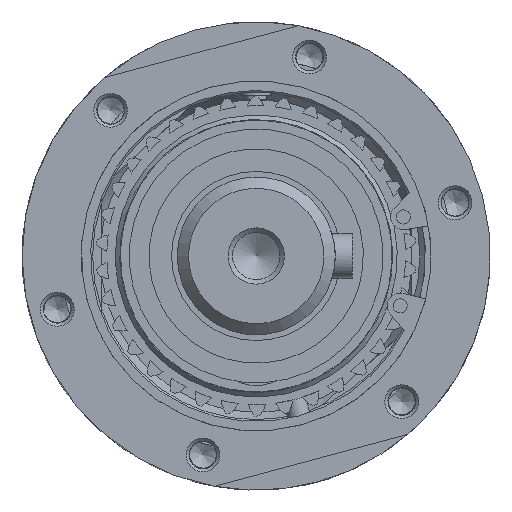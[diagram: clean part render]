
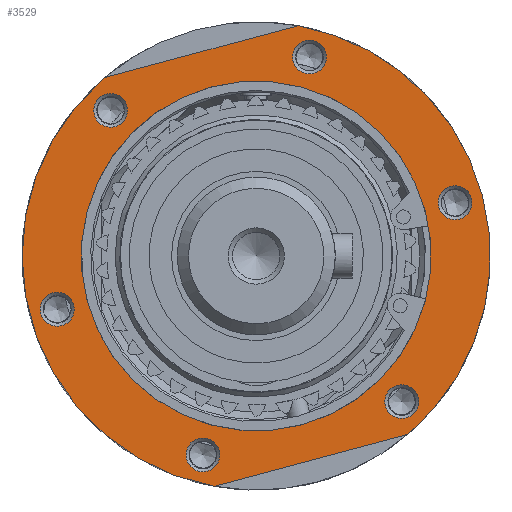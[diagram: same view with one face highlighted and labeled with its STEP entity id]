
A CAD part, left-side view. The second image highlights one B-rep face of the part: STEP entity #3529.
In plain terms, the highlighted planar face has unit normal (-1, 0, 0).
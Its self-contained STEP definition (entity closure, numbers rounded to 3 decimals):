
#2792=CARTESIAN_POINT('',(-255.2,-29.946,7.872));
#2793=VERTEX_POINT('',#2792);
#2794=CARTESIAN_POINT('',(-255.2,-0.003,-0.151));
#2795=DIRECTION('',(1.0,0.,0.));
#2796=DIRECTION('',(0.,-0.966,0.259));
#2797=AXIS2_PLACEMENT_3D('',#2794,#2795,#2796);
#2798=CIRCLE('',#2797,31.);
#2799=EDGE_CURVE('',#2793,#2793,#2798,.T.);
#2997=CARTESIAN_POINT('',(-255.2,-12.347,34.329));
#2998=VERTEX_POINT('',#2997);
#2999=CARTESIAN_POINT('',(-255.2,-9.449,35.105));
#3000=DIRECTION('',(-1.,0.,0.));
#3001=DIRECTION('',(0.,0.966,0.259));
#3002=AXIS2_PLACEMENT_3D('',#2999,#3000,#3001);
#3003=CIRCLE('',#3002,3.);
#3004=EDGE_CURVE('',#2998,#2998,#3003,.T.);
#3091=CARTESIAN_POINT('',(-255.2,-36.035,6.398));
#3092=VERTEX_POINT('',#3091);
#3093=CARTESIAN_POINT('',(-255.2,-35.259,9.296));
#3094=DIRECTION('',(-1.0,0.,0.));
#3095=DIRECTION('',(0.,0.259,0.966));
#3096=AXIS2_PLACEMENT_3D('',#3093,#3094,#3095);
#3097=CIRCLE('',#3096,3.);
#3098=EDGE_CURVE('',#3092,#3092,#3097,.T.);
#3185=CARTESIAN_POINT('',(-255.2,23.686,27.78));
#3186=VERTEX_POINT('',#3185);
#3187=CARTESIAN_POINT('',(-255.2,25.807,25.658));
#3188=DIRECTION('',(-1.0,0.,0.));
#3189=DIRECTION('',(0.,0.707,-0.707));
#3190=AXIS2_PLACEMENT_3D('',#3187,#3188,#3189);
#3191=CIRCLE('',#3190,3.);
#3192=EDGE_CURVE('',#3186,#3186,#3191,.T.);
#3279=CARTESIAN_POINT('',(-255.2,-23.691,-28.082));
#3280=VERTEX_POINT('',#3279);
#3281=CARTESIAN_POINT('',(-255.2,-25.812,-25.96));
#3282=DIRECTION('',(-1.,0.,0.));
#3283=DIRECTION('',(0.,-0.707,0.707));
#3284=AXIS2_PLACEMENT_3D('',#3281,#3282,#3283);
#3285=CIRCLE('',#3284,3.);
#3286=EDGE_CURVE('',#3280,#3280,#3285,.T.);
#3373=CARTESIAN_POINT('',(-255.2,36.03,-6.7));
#3374=VERTEX_POINT('',#3373);
#3375=CARTESIAN_POINT('',(-255.2,35.254,-9.598));
#3376=DIRECTION('',(-1.,0.,0.));
#3377=DIRECTION('',(0.,-0.259,-0.966));
#3378=AXIS2_PLACEMENT_3D('',#3375,#3376,#3377);
#3379=CIRCLE('',#3378,3.);
#3380=EDGE_CURVE('',#3374,#3374,#3379,.T.);
#3459=CARTESIAN_POINT('',(-255.2,-35.017,9.231));
#3460=DIRECTION('',(-1.0,0.0,0.0));
#3461=DIRECTION('',(0.0,-0.259,-0.966));
#3462=AXIS2_PLACEMENT_3D('',#3459,#3460,#3461);
#3463=PLANE('',#3462);
#3464=CARTESIAN_POINT('',(-255.2,-7.468,40.672));
#3465=VERTEX_POINT('',#3464);
#3466=CARTESIAN_POINT('',(-255.2,26.874,31.47));
#3467=VERTEX_POINT('',#3466);
#3468=CARTESIAN_POINT('',(-255.2,-7.468,40.672));
#3469=DIRECTION('',(0.,0.966,-0.259));
#3470=VECTOR('',#3469,35.553);
#3471=LINE('',#3468,#3470);
#3472=EDGE_CURVE('',#3465,#3467,#3471,.T.);
#3473=ORIENTED_EDGE('',*,*,#3472,.T.);
#3474=CARTESIAN_POINT('',(-255.2,7.462,-40.974));
#3475=VERTEX_POINT('',#3474);
#3476=CARTESIAN_POINT('',(-255.2,-0.003,-0.151));
#3477=DIRECTION('',(1.0,0.,0.));
#3478=DIRECTION('',(0.,-0.966,0.259));
#3479=AXIS2_PLACEMENT_3D('',#3476,#3477,#3478);
#3480=CIRCLE('',#3479,41.5);
#3481=EDGE_CURVE('',#3475,#3467,#3480,.T.);
#3482=ORIENTED_EDGE('',*,*,#3481,.F.);
#3483=CARTESIAN_POINT('',(-255.2,-26.879,-31.772));
#3484=VERTEX_POINT('',#3483);
#3485=CARTESIAN_POINT('',(-255.2,7.462,-40.974));
#3486=DIRECTION('',(0.0,-0.966,0.259));
#3487=VECTOR('',#3486,35.553);
#3488=LINE('',#3485,#3487);
#3489=EDGE_CURVE('',#3475,#3484,#3488,.T.);
#3490=ORIENTED_EDGE('',*,*,#3489,.T.);
#3491=CARTESIAN_POINT('',(-255.2,-0.003,-0.151));
#3492=DIRECTION('',(1.0,0.,0.));
#3493=DIRECTION('',(0.,-0.966,0.259));
#3494=AXIS2_PLACEMENT_3D('',#3491,#3492,#3493);
#3495=CIRCLE('',#3494,41.5);
#3496=EDGE_CURVE('',#3465,#3484,#3495,.T.);
#3497=ORIENTED_EDGE('',*,*,#3496,.F.);
#3498=EDGE_LOOP('',(#3473,#3482,#3490,#3497));
#3499=FACE_OUTER_BOUND('',#3498,.T.);
#3500=ORIENTED_EDGE('',*,*,#3380,.F.);
#3501=EDGE_LOOP('',(#3500));
#3502=FACE_BOUND('',#3501,.T.);
#3503=ORIENTED_EDGE('',*,*,#3192,.F.);
#3504=EDGE_LOOP('',(#3503));
#3505=FACE_BOUND('',#3504,.T.);
#3506=ORIENTED_EDGE('',*,*,#3004,.F.);
#3507=EDGE_LOOP('',(#3506));
#3508=FACE_BOUND('',#3507,.T.);
#3509=ORIENTED_EDGE('',*,*,#2799,.T.);
#3510=EDGE_LOOP('',(#3509));
#3511=FACE_BOUND('',#3510,.T.);
#3512=ORIENTED_EDGE('',*,*,#3098,.F.);
#3513=EDGE_LOOP('',(#3512));
#3514=FACE_BOUND('',#3513,.T.);
#3515=ORIENTED_EDGE('',*,*,#3286,.F.);
#3516=EDGE_LOOP('',(#3515));
#3517=FACE_BOUND('',#3516,.T.);
#3518=CARTESIAN_POINT('',(-255.2,12.342,-34.631));
#3519=VERTEX_POINT('',#3518);
#3520=CARTESIAN_POINT('',(-255.2,9.444,-35.407));
#3521=DIRECTION('',(-1.0,0.,0.));
#3522=DIRECTION('',(0.,-0.966,-0.259));
#3523=AXIS2_PLACEMENT_3D('',#3520,#3521,#3522);
#3524=CIRCLE('',#3523,3.);
#3525=EDGE_CURVE('',#3519,#3519,#3524,.T.);
#3526=ORIENTED_EDGE('',*,*,#3525,.F.);
#3527=EDGE_LOOP('',(#3526));
#3528=FACE_BOUND('',#3527,.T.);
#3529=ADVANCED_FACE('',(#3499,#3502,#3505,#3508,#3511,#3514,#3517,#3528),#3463,.T.);
